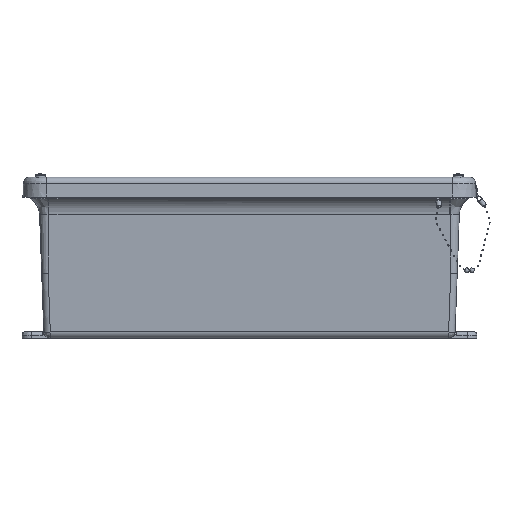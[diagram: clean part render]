
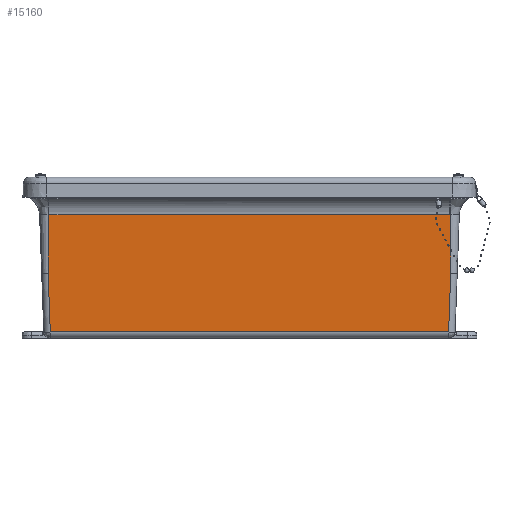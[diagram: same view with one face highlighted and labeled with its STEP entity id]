
A CAD part, left-side view. The second image highlights one B-rep face of the part: STEP entity #15160.
In plain terms, the highlighted planar face has unit normal (-0.999, 0, -0.036).
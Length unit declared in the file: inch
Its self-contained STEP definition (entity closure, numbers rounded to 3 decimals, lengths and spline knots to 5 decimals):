
#116 = VERTEX_POINT ( 'NONE', #34883 ) ;
#345 = LINE ( 'NONE', #20221, #20111 ) ;
#454 = DIRECTION ( 'NONE',  ( 0.036, 0., -0.999 ) ) ;
#583 = VECTOR ( 'NONE', #5537, 39.37008 ) ;
#933 = LINE ( 'NONE', #34896, #39344 ) ;
#1020 = CARTESIAN_POINT ( 'NONE',  ( -7.11712, -7.7575, -0.00449 ) ) ;
#2295 = VERTEX_POINT ( 'NONE', #30116 ) ;
#3812 = VERTEX_POINT ( 'NONE', #41161 ) ;
#4154 = CARTESIAN_POINT ( 'NONE',  ( -7.07266, 7.7575, -1.24282 ) ) ;
#4562 = ORIENTED_EDGE ( 'NONE', *, *, #16882, .T. ) ;
#5537 = DIRECTION ( 'NONE',  ( -0.036, -0.036, 0.999 ) ) ;
#6897 = EDGE_CURVE ( 'NONE', #2295, #21594, #12141, .T. ) ;
#7248 = EDGE_CURVE ( 'NONE', #18838, #12449, #8237, .T. ) ;
#7481 = LINE ( 'NONE', #1020, #43745 ) ;
#7483 = DIRECTION ( 'NONE',  ( 0., 1., 0. ) ) ;
#7911 = B_SPLINE_CURVE_WITH_KNOTS ( 'NONE', 3,
 ( #26199, #44069, #40477, #9046 ),
 .UNSPECIFIED., .F., .F.,
 ( 4, 4 ),
 ( 0., 1. ),
 .UNSPECIFIED. ) ;
#8102 = DIRECTION ( 'NONE',  ( -0.036, 0., 0.999 ) ) ;
#8237 = B_SPLINE_CURVE_WITH_KNOTS ( 'NONE', 3,
 ( #38606, #31543, #17614, #45124 ),
 .UNSPECIFIED., .F., .F.,
 ( 4, 4 ),
 ( 0., 1. ),
 .UNSPECIFIED. ) ;
#8477 = CARTESIAN_POINT ( 'NONE',  ( -6.9105, -7.67596, -5.75897 ) ) ;
#9046 = CARTESIAN_POINT ( 'NONE',  ( -7.07265, 7.7258, -1.24309 ) ) ;
#11010 = CARTESIAN_POINT ( 'NONE',  ( -6.9105, 0., -5.75897 ) ) ;
#11221 = DIRECTION ( 'NONE',  ( -0.999, 0., -0.036 ) ) ;
#11790 = VECTOR ( 'NONE', #17160, 39.37008 ) ;
#12141 = LINE ( 'NONE', #8477, #583 ) ;
#12449 = VERTEX_POINT ( 'NONE', #18799 ) ;
#14895 = CARTESIAN_POINT ( 'NONE',  ( -7.11712, 7.7575, -0.00449 ) ) ;
#15160 = ADVANCED_FACE ( 'NONE', ( #38502 ), #24383, .T. ) ;
#16882 = EDGE_CURVE ( 'NONE', #3812, #42670, #345, .T. ) ;
#17160 = DIRECTION ( 'NONE',  ( 0., 1., 0. ) ) ;
#17265 = CARTESIAN_POINT ( 'NONE',  ( -6.99204, -7.7575, -3.488 ) ) ;
#17614 = CARTESIAN_POINT ( 'NONE',  ( -7.07265, -7.74693, -1.243 ) ) ;
#18244 = EDGE_CURVE ( 'NONE', #19142, #116, #7911, .T. ) ;
#18489 = EDGE_LOOP ( 'NONE', ( #31548, #24593, #4562, #21689, #27187, #31927, #35212, #24277 ) ) ;
#18799 = CARTESIAN_POINT ( 'NONE',  ( -7.07266, -7.7575, -1.24282 ) ) ;
#18838 = VERTEX_POINT ( 'NONE', #19947 ) ;
#19142 = VERTEX_POINT ( 'NONE', #4154 ) ;
#19947 = CARTESIAN_POINT ( 'NONE',  ( -7.07265, -7.72581, -1.24309 ) ) ;
#20111 = VECTOR ( 'NONE', #30656, 39.37008 ) ;
#20221 = CARTESIAN_POINT ( 'NONE',  ( -6.99204, 7.7575, -3.488 ) ) ;
#21594 = VERTEX_POINT ( 'NONE', #17265 ) ;
#21689 = ORIENTED_EDGE ( 'NONE', *, *, #44046, .F. ) ;
#24277 = ORIENTED_EDGE ( 'NONE', *, *, #36504, .T. ) ;
#24383 = PLANE ( 'NONE',  #37488 ) ;
#24593 = ORIENTED_EDGE ( 'NONE', *, *, #38733, .T. ) ;
#24823 = DIRECTION ( 'NONE',  ( 0.036, 0., -0.999 ) ) ;
#26199 = CARTESIAN_POINT ( 'NONE',  ( -7.07266, 7.7575, -1.24282 ) ) ;
#27187 = ORIENTED_EDGE ( 'NONE', *, *, #6897, .T. ) ;
#30116 = CARTESIAN_POINT ( 'NONE',  ( -6.9105, -7.67596, -5.75897 ) ) ;
#30656 = DIRECTION ( 'NONE',  ( 0.036, -0.036, -0.999 ) ) ;
#31072 = LINE ( 'NONE', #11010, #34364 ) ;
#31543 = CARTESIAN_POINT ( 'NONE',  ( -7.07265, -7.73637, -1.24309 ) ) ;
#31548 = ORIENTED_EDGE ( 'NONE', *, *, #18244, .F. ) ;
#31927 = ORIENTED_EDGE ( 'NONE', *, *, #44193, .T. ) ;
#34364 = VECTOR ( 'NONE', #7483, 39.37008 ) ;
#34883 = CARTESIAN_POINT ( 'NONE',  ( -7.07265, 7.7258, -1.24309 ) ) ;
#34896 = CARTESIAN_POINT ( 'NONE',  ( -7.11712, 7.7575, -0.00449 ) ) ;
#35212 = ORIENTED_EDGE ( 'NONE', *, *, #7248, .F. ) ;
#36504 = EDGE_CURVE ( 'NONE', #18838, #116, #37494, .T. ) ;
#37488 = AXIS2_PLACEMENT_3D ( 'NONE', #14895, #11221, #454 ) ;
#37494 = LINE ( 'NONE', #44384, #11790 ) ;
#38502 = FACE_OUTER_BOUND ( 'NONE', #18489, .T. ) ;
#38606 = CARTESIAN_POINT ( 'NONE',  ( -7.07265, -7.72581, -1.24309 ) ) ;
#38733 = EDGE_CURVE ( 'NONE', #19142, #3812, #933, .T. ) ;
#39344 = VECTOR ( 'NONE', #24823, 39.37008 ) ;
#40477 = CARTESIAN_POINT ( 'NONE',  ( -7.07265, 7.73637, -1.24309 ) ) ;
#40867 = CARTESIAN_POINT ( 'NONE',  ( -6.9105, 7.67596, -5.75897 ) ) ;
#41161 = CARTESIAN_POINT ( 'NONE',  ( -6.99204, 7.7575, -3.488 ) ) ;
#42670 = VERTEX_POINT ( 'NONE', #40867 ) ;
#43745 = VECTOR ( 'NONE', #8102, 39.37008 ) ;
#44046 = EDGE_CURVE ( 'NONE', #2295, #42670, #31072, .T. ) ;
#44069 = CARTESIAN_POINT ( 'NONE',  ( -7.07265, 7.74694, -1.243 ) ) ;
#44193 = EDGE_CURVE ( 'NONE', #21594, #12449, #7481, .T. ) ;
#44384 = CARTESIAN_POINT ( 'NONE',  ( -7.07265, 7.7575, -1.24309 ) ) ;
#45124 = CARTESIAN_POINT ( 'NONE',  ( -7.07266, -7.7575, -1.24282 ) ) ;
